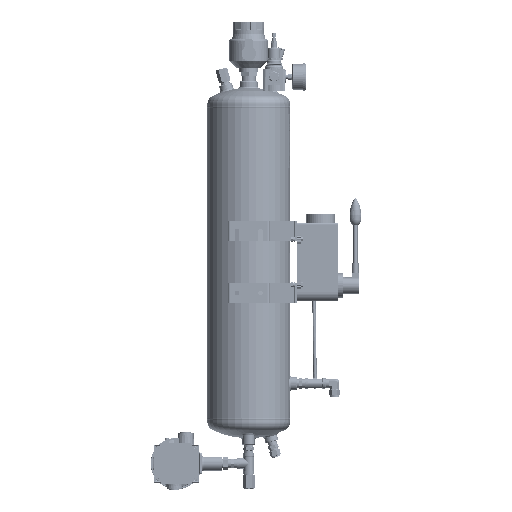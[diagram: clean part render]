
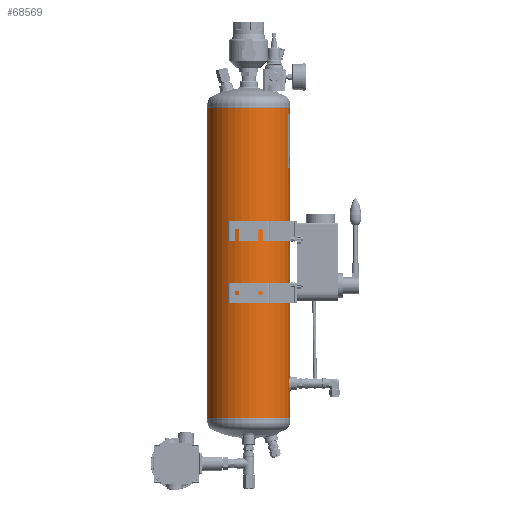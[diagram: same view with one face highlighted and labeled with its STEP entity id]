
A CAD part, left-side view. The second image highlights one B-rep face of the part: STEP entity #68569.
In plain terms, the highlighted cylindrical face has radius 100 mm (diameter 200 mm), a partial arc.
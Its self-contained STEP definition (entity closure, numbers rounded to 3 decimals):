
#4415=B_SPLINE_CURVE_WITH_KNOTS('',3,(#113766,#113767,#113768,#113769,#113770,
#113771,#113772,#113773,#113774,#113775,#113776),.UNSPECIFIED.,.T.,.F.,
(1,1,1,1,1,1,1,1,1,1,1,1,1,1,1),(-0.012,-0.008,
-0.004,0.,0.004,0.008,0.012,
0.016,0.02,0.023,0.027,
0.031,0.035,0.039,0.043),
 .UNSPECIFIED.);
#4416=B_SPLINE_CURVE_WITH_KNOTS('',3,(#113778,#113779,#113780,#113781,#113782,
#113783,#113784,#113785,#113786,#113787,#113788),.UNSPECIFIED.,.T.,.F.,
(1,1,1,1,1,1,1,1,1,1,1,1,1,1,1),(-0.012,-0.008,
-0.004,0.,0.004,0.008,0.012,
0.016,0.02,0.023,0.027,
0.031,0.035,0.039,0.043),
 .UNSPECIFIED.);
#4417=B_SPLINE_CURVE_WITH_KNOTS('',3,(#113790,#113791,#113792,#113793,#113794,
#113795,#113796,#113797,#113798,#113799,#113800,#113801,#113802,#113803,
#113804,#113805,#113806,#113807,#113808),.UNSPECIFIED.,.T.,.F.,(1,1,1,1,
1,1,1,1,1,1,1,1,1,1,1,1,1,1,1,1,1,1,1),(-0.018,-0.012,
-0.006,0.,0.006,0.012,
0.018,0.023,0.029,0.035,
0.041,0.047,0.053,0.059,
0.065,0.07,0.076,0.082,
0.088,0.094,0.1,0.106,
0.112),.UNSPECIFIED.);
#7057=LINE('',#113810,#11364);
#7058=LINE('',#113815,#11365);
#11364=VECTOR('',#94346,1000.);
#11365=VECTOR('',#94349,1000.);
#15676=ORIENTED_EDGE('',*,*,#36262,.T.);
#15677=ORIENTED_EDGE('',*,*,#36263,.T.);
#15678=ORIENTED_EDGE('',*,*,#36264,.T.);
#15679=ORIENTED_EDGE('',*,*,#36265,.T.);
#15680=ORIENTED_EDGE('',*,*,#36266,.T.);
#15681=ORIENTED_EDGE('',*,*,#36267,.F.);
#15682=ORIENTED_EDGE('',*,*,#36268,.F.);
#36262=EDGE_CURVE('',#46555,#46555,#4415,.T.);
#36263=EDGE_CURVE('',#46556,#46556,#4416,.T.);
#36264=EDGE_CURVE('',#46557,#46557,#4417,.T.);
#36265=EDGE_CURVE('',#46558,#46559,#7057,.T.);
#36266=EDGE_CURVE('',#46559,#46560,#53524,.T.);
#36267=EDGE_CURVE('',#46561,#46560,#7058,.T.);
#36268=EDGE_CURVE('',#46558,#46561,#53525,.T.);
#46555=VERTEX_POINT('',#113777);
#46556=VERTEX_POINT('',#113789);
#46557=VERTEX_POINT('',#113809);
#46558=VERTEX_POINT('',#113811);
#46559=VERTEX_POINT('',#113812);
#46560=VERTEX_POINT('',#113814);
#46561=VERTEX_POINT('',#113816);
#53524=CIRCLE('',#86804,100.);
#53525=CIRCLE('',#86805,100.);
#56412=EDGE_LOOP('',(#15676));
#56413=EDGE_LOOP('',(#15677));
#56414=EDGE_LOOP('',(#15678));
#56415=EDGE_LOOP('',(#15679,#15680,#15681,#15682));
#61904=FACE_BOUND('',#56412,.T.);
#61905=FACE_BOUND('',#56413,.T.);
#61906=FACE_BOUND('',#56414,.T.);
#61907=FACE_BOUND('',#56415,.T.);
#67396=CYLINDRICAL_SURFACE('',#86803,100.);
#68569=ADVANCED_FACE('',(#61904,#61905,#61906,#61907),#67396,.T.);
#86803=AXIS2_PLACEMENT_3D('',#113765,#94344,#94345);
#86804=AXIS2_PLACEMENT_3D('',#113813,#94347,#94348);
#86805=AXIS2_PLACEMENT_3D('',#113817,#94350,#94351);
#94344=DIRECTION('',(0.,-1.,0.));
#94345=DIRECTION('',(0.,0.,-1.));
#94346=DIRECTION('',(0.,-1.,0.));
#94347=DIRECTION('',(0.,1.,0.));
#94348=DIRECTION('',(1.,0.,0.));
#94349=DIRECTION('',(0.,-1.,0.));
#94350=DIRECTION('',(0.,1.,0.));
#94351=DIRECTION('',(1.,0.,0.));
#113765=CARTESIAN_POINT('',(0.,750.,0.));
#113766=CARTESIAN_POINT('',(-3.915,48.922,-99.938));
#113767=CARTESIAN_POINT('',(-5.542,44.999,-99.844));
#113768=CARTESIAN_POINT('',(-3.916,41.082,-99.938));
#113769=CARTESIAN_POINT('',(-0.004,39.46,-100.031));
#113770=CARTESIAN_POINT('',(3.917,41.079,-99.938));
#113771=CARTESIAN_POINT('',(5.54,44.999,-99.844));
#113772=CARTESIAN_POINT('',(3.922,48.913,-99.937));
#113773=CARTESIAN_POINT('',(0.006,50.541,-100.031));
#113774=CARTESIAN_POINT('',(-3.915,48.922,-99.938));
#113775=CARTESIAN_POINT('',(-5.542,44.999,-99.844));
#113776=CARTESIAN_POINT('',(-3.916,41.082,-99.938));
#113777=CARTESIAN_POINT('',(-5.,45.,-99.875));
#113778=CARTESIAN_POINT('',(-3.915,158.922,-99.938));
#113779=CARTESIAN_POINT('',(-5.542,154.999,-99.844));
#113780=CARTESIAN_POINT('',(-3.916,151.082,-99.938));
#113781=CARTESIAN_POINT('',(-0.004,149.46,-100.031));
#113782=CARTESIAN_POINT('',(3.917,151.079,-99.938));
#113783=CARTESIAN_POINT('',(5.54,154.999,-99.844));
#113784=CARTESIAN_POINT('',(3.922,158.913,-99.937));
#113785=CARTESIAN_POINT('',(0.006,160.541,-100.031));
#113786=CARTESIAN_POINT('',(-3.915,158.922,-99.938));
#113787=CARTESIAN_POINT('',(-5.542,154.999,-99.844));
#113788=CARTESIAN_POINT('',(-3.916,151.082,-99.938));
#113789=CARTESIAN_POINT('',(-5.,155.,-99.875));
#113790=CARTESIAN_POINT('',(-98.994,672.42,14.208));
#113791=CARTESIAN_POINT('',(-98.806,666.495,15.395));
#113792=CARTESIAN_POINT('',(-98.993,660.6,14.214));
#113793=CARTESIAN_POINT('',(-99.436,655.617,10.88));
#113794=CARTESIAN_POINT('',(-99.878,652.286,5.9));
#113795=CARTESIAN_POINT('',(-100.061,651.109,0.009));
#113796=CARTESIAN_POINT('',(-99.879,652.279,-5.887));
#113797=CARTESIAN_POINT('',(-99.437,655.615,-10.879));
#113798=CARTESIAN_POINT('',(-98.992,660.601,-14.215));
#113799=CARTESIAN_POINT('',(-98.807,666.494,-15.391));
#113800=CARTESIAN_POINT('',(-98.992,672.387,-14.219));
#113801=CARTESIAN_POINT('',(-99.435,677.371,-10.892));
#113802=CARTESIAN_POINT('',(-99.877,680.709,-5.914));
#113803=CARTESIAN_POINT('',(-100.061,681.893,-0.013));
#113804=CARTESIAN_POINT('',(-99.878,680.72,5.889));
#113805=CARTESIAN_POINT('',(-99.437,677.387,10.874));
#113806=CARTESIAN_POINT('',(-98.994,672.42,14.208));
#113807=CARTESIAN_POINT('',(-98.806,666.495,15.395));
#113808=CARTESIAN_POINT('',(-98.993,660.6,14.214));
#113809=CARTESIAN_POINT('',(-98.869,666.5,15.));
#113810=CARTESIAN_POINT('',(0.254,801.561,100.));
#113811=CARTESIAN_POINT('',(0.254,750.,100.));
#113812=CARTESIAN_POINT('',(0.254,0.,100.));
#113813=CARTESIAN_POINT('',(0.,0.,0.));
#113814=CARTESIAN_POINT('',(-0.254,0.,100.));
#113815=CARTESIAN_POINT('',(-0.254,801.561,100.));
#113816=CARTESIAN_POINT('',(-0.254,750.,100.));
#113817=CARTESIAN_POINT('',(0.,750.,0.));
